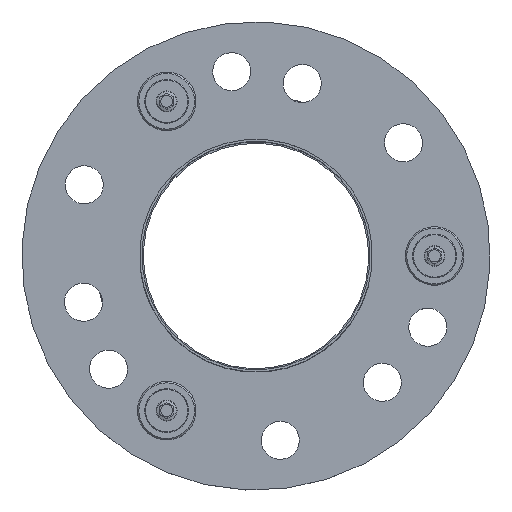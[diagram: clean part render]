
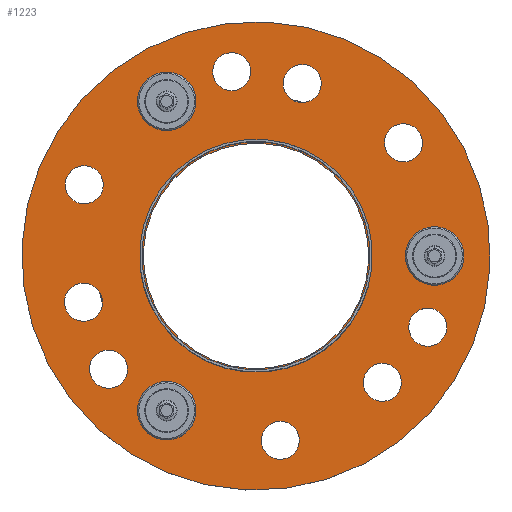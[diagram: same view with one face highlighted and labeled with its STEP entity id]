
A CAD part, top view. The second image highlights one B-rep face of the part: STEP entity #1223.
In plain terms, the highlighted planar face has unit normal (0, 0, 1).
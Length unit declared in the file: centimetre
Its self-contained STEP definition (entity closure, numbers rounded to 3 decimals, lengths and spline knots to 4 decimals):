
#98=FACE_BOUND('',#335,.T.);
#99=FACE_BOUND('',#336,.T.);
#100=FACE_BOUND('',#337,.T.);
#101=FACE_BOUND('',#338,.T.);
#102=FACE_BOUND('',#339,.T.);
#103=FACE_BOUND('',#340,.T.);
#104=FACE_BOUND('',#341,.T.);
#105=FACE_BOUND('',#342,.T.);
#106=FACE_BOUND('',#343,.T.);
#107=FACE_BOUND('',#344,.T.);
#108=FACE_BOUND('',#345,.T.);
#109=FACE_BOUND('',#346,.T.);
#110=FACE_BOUND('',#347,.T.);
#228=FACE_OUTER_BOUND('',#334,.T.);
#334=EDGE_LOOP('',(#1091));
#335=EDGE_LOOP('',(#1092));
#336=EDGE_LOOP('',(#1093));
#337=EDGE_LOOP('',(#1094));
#338=EDGE_LOOP('',(#1095));
#339=EDGE_LOOP('',(#1096));
#340=EDGE_LOOP('',(#1097));
#341=EDGE_LOOP('',(#1098));
#342=EDGE_LOOP('',(#1099));
#343=EDGE_LOOP('',(#1100));
#344=EDGE_LOOP('',(#1101));
#345=EDGE_LOOP('',(#1102));
#346=EDGE_LOOP('',(#1103));
#347=EDGE_LOOP('',(#1104));
#417=CIRCLE('',#1533,13.);
#419=CIRCLE('',#1536,13.);
#421=CIRCLE('',#1539,13.);
#423=CIRCLE('',#1542,13.);
#425=CIRCLE('',#1545,13.);
#427=CIRCLE('',#1548,13.);
#429=CIRCLE('',#1551,13.);
#431=CIRCLE('',#1554,13.);
#433=CIRCLE('',#1557,13.);
#435=CIRCLE('',#1560,13.);
#437=CIRCLE('',#1563,13.);
#439=CIRCLE('',#1566,13.);
#441=CIRCLE('',#1569,77.);
#442=CIRCLE('',#1571,160.);
#534=VERTEX_POINT('',#2418);
#536=VERTEX_POINT('',#2424);
#538=VERTEX_POINT('',#2430);
#540=VERTEX_POINT('',#2436);
#542=VERTEX_POINT('',#2442);
#544=VERTEX_POINT('',#2448);
#546=VERTEX_POINT('',#2454);
#548=VERTEX_POINT('',#2460);
#550=VERTEX_POINT('',#2466);
#552=VERTEX_POINT('',#2472);
#554=VERTEX_POINT('',#2478);
#556=VERTEX_POINT('',#2484);
#558=VERTEX_POINT('',#2490);
#559=VERTEX_POINT('',#2494);
#703=EDGE_CURVE('',#534,#534,#417,.T.);
#706=EDGE_CURVE('',#536,#536,#419,.T.);
#709=EDGE_CURVE('',#538,#538,#421,.T.);
#712=EDGE_CURVE('',#540,#540,#423,.T.);
#715=EDGE_CURVE('',#542,#542,#425,.T.);
#718=EDGE_CURVE('',#544,#544,#427,.T.);
#721=EDGE_CURVE('',#546,#546,#429,.T.);
#724=EDGE_CURVE('',#548,#548,#431,.T.);
#727=EDGE_CURVE('',#550,#550,#433,.T.);
#730=EDGE_CURVE('',#552,#552,#435,.T.);
#733=EDGE_CURVE('',#554,#554,#437,.T.);
#736=EDGE_CURVE('',#556,#556,#439,.T.);
#739=EDGE_CURVE('',#558,#558,#441,.T.);
#740=EDGE_CURVE('',#559,#559,#442,.T.);
#1091=ORIENTED_EDGE('',*,*,#740,.T.);
#1092=ORIENTED_EDGE('',*,*,#703,.F.);
#1093=ORIENTED_EDGE('',*,*,#706,.F.);
#1094=ORIENTED_EDGE('',*,*,#709,.F.);
#1095=ORIENTED_EDGE('',*,*,#712,.F.);
#1096=ORIENTED_EDGE('',*,*,#715,.F.);
#1097=ORIENTED_EDGE('',*,*,#718,.F.);
#1098=ORIENTED_EDGE('',*,*,#721,.F.);
#1099=ORIENTED_EDGE('',*,*,#724,.F.);
#1100=ORIENTED_EDGE('',*,*,#727,.F.);
#1101=ORIENTED_EDGE('',*,*,#730,.F.);
#1102=ORIENTED_EDGE('',*,*,#733,.F.);
#1103=ORIENTED_EDGE('',*,*,#736,.F.);
#1104=ORIENTED_EDGE('',*,*,#739,.F.);
#1145=PLANE('',#1574);
#1223=ADVANCED_FACE('',(#228,#98,#99,#100,#101,#102,#103,#104,#105,#106,
#107,#108,#109,#110),#1145,.T.);
#1533=AXIS2_PLACEMENT_3D('',#2420,#1911,#1912);
#1536=AXIS2_PLACEMENT_3D('',#2426,#1918,#1919);
#1539=AXIS2_PLACEMENT_3D('',#2432,#1925,#1926);
#1542=AXIS2_PLACEMENT_3D('',#2438,#1932,#1933);
#1545=AXIS2_PLACEMENT_3D('',#2444,#1939,#1940);
#1548=AXIS2_PLACEMENT_3D('',#2450,#1946,#1947);
#1551=AXIS2_PLACEMENT_3D('',#2456,#1953,#1954);
#1554=AXIS2_PLACEMENT_3D('',#2462,#1960,#1961);
#1557=AXIS2_PLACEMENT_3D('',#2468,#1967,#1968);
#1560=AXIS2_PLACEMENT_3D('',#2474,#1974,#1975);
#1563=AXIS2_PLACEMENT_3D('',#2480,#1981,#1982);
#1566=AXIS2_PLACEMENT_3D('',#2486,#1988,#1989);
#1569=AXIS2_PLACEMENT_3D('',#2492,#1995,#1996);
#1571=AXIS2_PLACEMENT_3D('',#2495,#1999,#2000);
#1574=AXIS2_PLACEMENT_3D('',#2500,#2006,#2007);
#1911=DIRECTION('center_axis',(0.,0.,
1.));
#1912=DIRECTION('ref_axis',(0.383,0.924,0.));
#1918=DIRECTION('center_axis',(0.,0.,
1.));
#1919=DIRECTION('ref_axis',(0.383,0.924,0.));
#1925=DIRECTION('center_axis',(0.,0.,
1.));
#1926=DIRECTION('ref_axis',(0.383,0.924,0.));
#1932=DIRECTION('center_axis',(0.,0.,
1.));
#1933=DIRECTION('ref_axis',(0.383,0.924,0.));
#1939=DIRECTION('center_axis',(0.,0.,
1.));
#1940=DIRECTION('ref_axis',(0.383,0.924,0.));
#1946=DIRECTION('center_axis',(0.,0.,
1.));
#1947=DIRECTION('ref_axis',(0.383,0.924,0.));
#1953=DIRECTION('center_axis',(0.,0.,
1.));
#1954=DIRECTION('ref_axis',(0.383,0.924,0.));
#1960=DIRECTION('center_axis',(0.,0.,
1.));
#1961=DIRECTION('ref_axis',(0.383,0.924,0.));
#1967=DIRECTION('center_axis',(0.,0.,
1.));
#1968=DIRECTION('ref_axis',(0.383,0.924,0.));
#1974=DIRECTION('center_axis',(0.,0.,
1.));
#1975=DIRECTION('ref_axis',(0.383,0.924,0.));
#1981=DIRECTION('center_axis',(0.,0.,
1.));
#1982=DIRECTION('ref_axis',(0.383,0.924,0.));
#1988=DIRECTION('center_axis',(0.,0.,
1.));
#1989=DIRECTION('ref_axis',(0.383,0.924,0.));
#1995=DIRECTION('center_axis',(0.,0.,
1.));
#1996=DIRECTION('ref_axis',(0.383,0.924,0.));
#1999=DIRECTION('center_axis',(0.,0.,
1.));
#2000=DIRECTION('ref_axis',(0.383,0.924,0.));
#2006=DIRECTION('center_axis',(0.,0.,
1.));
#2007=DIRECTION('ref_axis',(-0.383,-0.924,0.));
#2418=CARTESIAN_POINT('',(-21.5517,113.9031,14.));
#2420=CARTESIAN_POINT('Origin',(-16.5768,125.9135,14.));
#2424=CARTESIAN_POINT('',(-122.3076,36.5904,14.));
#2426=CARTESIAN_POINT('Origin',(-117.3327,48.6008,14.));
#2430=CARTESIAN_POINT('',(112.3578,-60.6112,14.));
#2432=CARTESIAN_POINT('Origin',(117.3327,-48.6008,14.));
#2436=CARTESIAN_POINT('',(11.6019,-137.9239,14.));
#2438=CARTESIAN_POINT('Origin',(16.5768,-125.9135,14.));
#2442=CARTESIAN_POINT('',(-122.8178,-43.5864,14.));
#2444=CARTESIAN_POINT('Origin',(-117.843,-31.5759,14.));
#2448=CARTESIAN_POINT('',(-65.9749,-117.6655,14.));
#2450=CARTESIAN_POINT('Origin',(-61.,-105.6551,14.));
#2454=CARTESIAN_POINT('',(-105.7308,-89.3231,14.));
#2456=CARTESIAN_POINT('Origin',(-100.7559,-77.3127,14.));
#2460=CARTESIAN_POINT('',(95.781,65.3023,14.));
#2462=CARTESIAN_POINT('Origin',(100.7559,77.3127,14.));
#2466=CARTESIAN_POINT('',(81.2921,-98.2775,14.));
#2468=CARTESIAN_POINT('Origin',(86.267,-86.267,14.));
#2472=CARTESIAN_POINT('',(117.0251,-12.0104,14.));
#2474=CARTESIAN_POINT('Origin',(122.,0.,
14.));
#2478=CARTESIAN_POINT('',(-65.9749,93.6447,14.));
#2480=CARTESIAN_POINT('Origin',(-61.,105.6551,14.));
#2484=CARTESIAN_POINT('',(26.601,105.8325,14.));
#2486=CARTESIAN_POINT('Origin',(31.5759,117.843,14.));
#2490=CARTESIAN_POINT('',(-29.4666,-71.1387,14.));
#2492=CARTESIAN_POINT('Origin',(0.,0.,
14.));
#2494=CARTESIAN_POINT('',(-61.2293,-147.8207,14.));
#2495=CARTESIAN_POINT('Origin',(0.,0.,
14.));
#2500=CARTESIAN_POINT('Origin',(0.,0.,
14.));
